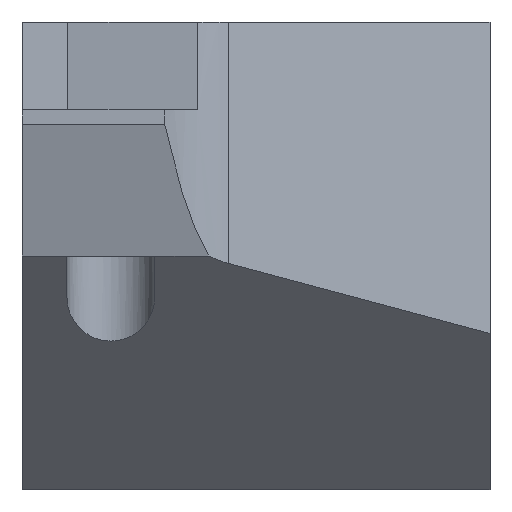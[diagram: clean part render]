
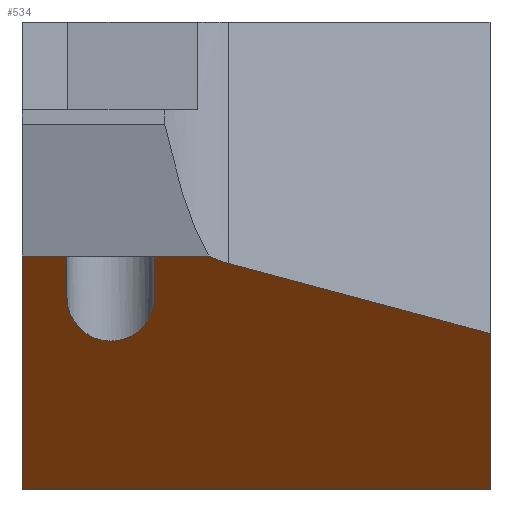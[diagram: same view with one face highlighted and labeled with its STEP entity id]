
A CAD part, left-side view. The second image highlights one B-rep face of the part: STEP entity #534.
In plain terms, the highlighted planar face has unit normal (-0.707, 0, -0.707).
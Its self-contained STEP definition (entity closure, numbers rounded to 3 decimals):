
#14 = CARTESIAN_POINT ( 'NONE',  ( -114.386, 11.464, -4.409 ) ) ;
#18 =( BOUNDED_CURVE ( )  B_SPLINE_CURVE ( 3, ( #1109, #31, #521, #379 ),
 .UNSPECIFIED., .F., .F. ) 
 B_SPLINE_CURVE_WITH_KNOTS ( ( 4, 4 ),
 ( 2.7, 2.88 ),
 .UNSPECIFIED. ) 
 CURVE ( )  GEOMETRIC_REPRESENTATION_ITEM ( )  RATIONAL_B_SPLINE_CURVE ( ( 1., 0.997, 0.997, 1. ) ) 
 REPRESENTATION_ITEM ( '' )  );
#26 = CARTESIAN_POINT ( 'NONE',  ( -108.346, -29.116, -10.448 ) ) ;
#30 = CARTESIAN_POINT ( 'NONE',  ( -114.386, 14.464, -4.409 ) ) ;
#31 = CARTESIAN_POINT ( 'NONE',  ( -118.689, 9.4, -0.105 ) ) ;
#54 = CARTESIAN_POINT ( 'NONE',  ( -117.386, 11.464, -1.409 ) ) ;
#75 = DIRECTION ( 'NONE',  ( 0., -1., 0. ) ) ;
#94 = EDGE_CURVE ( 'NONE', #1028, #1100, #1102, .T. ) ;
#126 = DIRECTION ( 'NONE',  ( 0.251, -0.935, -0.251 ) ) ;
#141 = DIRECTION ( 'NONE',  ( -0.707, 0., 0.707 ) ) ;
#149 = ORIENTED_EDGE ( 'NONE', *, *, #334, .T. ) ;
#176 = VERTEX_POINT ( 'NONE', #1239 ) ;
#187 = CARTESIAN_POINT ( 'NONE',  ( -118.794, 14.464, 0. ) ) ;
#189 = ORIENTED_EDGE ( 'NONE', *, *, #515, .F. ) ;
#229 = VERTEX_POINT ( 'NONE', #1130 ) ;
#250 = CARTESIAN_POINT ( 'NONE',  ( -63.397, 16., -55.397 ) ) ;
#334 = EDGE_CURVE ( 'NONE', #699, #458, #1408, .T. ) ;
#337 = VECTOR ( 'NONE', #75, 1000. ) ;
#374 = EDGE_LOOP ( 'NONE', ( #1255, #532, #1132, #1314, #715, #149, #776, #998, #189, #746 ) ) ;
#379 = CARTESIAN_POINT ( 'NONE',  ( -118.541, 8.933, -0.253 ) ) ;
#396 = FACE_OUTER_BOUND ( 'NONE', #374, .T. ) ;
#427 = DIRECTION ( 'NONE',  ( -0.707, 0., 0.707 ) ) ;
#432 = EDGE_CURVE ( 'NONE', #176, #229, #1177, .T. ) ;
#445 = CARTESIAN_POINT ( 'NONE',  ( -110.794, 16., -8. ) ) ;
#458 = VERTEX_POINT ( 'NONE', #1252 ) ;
#468 = CARTESIAN_POINT ( 'NONE',  ( -116.148, 0., -2.646 ) ) ;
#484 = EDGE_CURVE ( 'NONE', #643, #836, #1356, .T. ) ;
#487 = VECTOR ( 'NONE', #1304, 1000. ) ;
#515 = EDGE_CURVE ( 'NONE', #229, #643, #18, .T. ) ;
#521 = CARTESIAN_POINT ( 'NONE',  ( -118.605, 9.17, -0.189 ) ) ;
#532 = ORIENTED_EDGE ( 'NONE', *, *, #912, .F. ) ;
#534 = ADVANCED_FACE ( 'NONE', ( #396 ), #773, .T. ) ;
#544 = CARTESIAN_POINT ( 'NONE',  ( -117.386, 11.464, -1.409 ) ) ;
#564 = VECTOR ( 'NONE', #1346, 1000. ) ;
#590 = VECTOR ( 'NONE', #427, 1000. ) ;
#643 = VERTEX_POINT ( 'NONE', #980 ) ;
#681 = EDGE_CURVE ( 'NONE', #1303, #1028, #1003, .T. ) ;
#697 = AXIS2_PLACEMENT_3D ( 'NONE', #1478, #1267, #141 ) ;
#699 = VERTEX_POINT ( 'NONE', #445 ) ;
#715 = ORIENTED_EDGE ( 'NONE', *, *, #793, .T. ) ;
#717 = DIRECTION ( 'NONE',  ( 0.707, 0., -0.707 ) ) ;
#746 = ORIENTED_EDGE ( 'NONE', *, *, #432, .F. ) ;
#769 = VERTEX_POINT ( 'NONE', #544 ) ;
#773 = PLANE ( 'NONE',  #697 ) ;
#776 = ORIENTED_EDGE ( 'NONE', *, *, #961, .T. ) ;
#793 = EDGE_CURVE ( 'NONE', #1303, #699, #955, .T. ) ;
#802 = CARTESIAN_POINT ( 'NONE',  ( -63.397, 0., -55.397 ) ) ;
#813 = DIRECTION ( 'NONE',  ( -0.707, 0., 0.707 ) ) ;
#836 = VERTEX_POINT ( 'NONE', #468 ) ;
#877 = CARTESIAN_POINT ( 'NONE',  ( -117.386, 14.464, -1.409 ) ) ;
#879 = CARTESIAN_POINT ( 'NONE',  ( -118.794, 176.143, 0. ) ) ;
#908 = VECTOR ( 'NONE', #813, 1000. ) ;
#912 = EDGE_CURVE ( 'NONE', #1100, #769, #954, .T. ) ;
#954 =( BOUNDED_CURVE ( )  B_SPLINE_CURVE ( 3, ( #877, #30, #14, #54 ),
 .UNSPECIFIED., .F., .T. ) 
 B_SPLINE_CURVE_WITH_KNOTS ( ( 4, 4 ),
 ( 1.571, 4.712 ),
 .UNSPECIFIED. ) 
 CURVE ( )  GEOMETRIC_REPRESENTATION_ITEM ( )  RATIONAL_B_SPLINE_CURVE ( ( 1., 0.333, 0.333, 1. ) ) 
 REPRESENTATION_ITEM ( '' )  );
#955 = LINE ( 'NONE', #250, #564 ) ;
#961 = EDGE_CURVE ( 'NONE', #458, #836, #1247, .T. ) ;
#980 = CARTESIAN_POINT ( 'NONE',  ( -118.541, 8.933, -0.253 ) ) ;
#992 = CARTESIAN_POINT ( 'NONE',  ( -118.794, 14.464, 0. ) ) ;
#998 = ORIENTED_EDGE ( 'NONE', *, *, #484, .F. ) ;
#1003 = LINE ( 'NONE', #879, #1571 ) ;
#1028 = VERTEX_POINT ( 'NONE', #187 ) ;
#1043 = CARTESIAN_POINT ( 'NONE',  ( -110.794, 0., -8. ) ) ;
#1044 = LINE ( 'NONE', #1530, #590 ) ;
#1100 = VERTEX_POINT ( 'NONE', #1587 ) ;
#1102 = LINE ( 'NONE', #992, #1211 ) ;
#1109 = CARTESIAN_POINT ( 'NONE',  ( -118.794, 9.622, 0. ) ) ;
#1130 = CARTESIAN_POINT ( 'NONE',  ( -118.794, 9.622, 0. ) ) ;
#1132 = ORIENTED_EDGE ( 'NONE', *, *, #94, .F. ) ;
#1177 = LINE ( 'NONE', #1520, #337 ) ;
#1185 = CARTESIAN_POINT ( 'NONE',  ( -118.794, 16., 0. ) ) ;
#1211 = VECTOR ( 'NONE', #717, 1000. ) ;
#1239 = CARTESIAN_POINT ( 'NONE',  ( -118.794, 11.464, 0. ) ) ;
#1247 = LINE ( 'NONE', #802, #908 ) ;
#1252 = CARTESIAN_POINT ( 'NONE',  ( -110.794, 0., -8. ) ) ;
#1255 = ORIENTED_EDGE ( 'NONE', *, *, #1359, .F. ) ;
#1267 = DIRECTION ( 'NONE',  ( -0.707, 0., -0.707 ) ) ;
#1303 = VERTEX_POINT ( 'NONE', #1185 ) ;
#1304 = DIRECTION ( 'NONE',  ( 0., -1., 0. ) ) ;
#1314 = ORIENTED_EDGE ( 'NONE', *, *, #681, .F. ) ;
#1319 = VECTOR ( 'NONE', #126, 1000. ) ;
#1346 = DIRECTION ( 'NONE',  ( 0.707, 0., -0.707 ) ) ;
#1356 = LINE ( 'NONE', #26, #1319 ) ;
#1359 = EDGE_CURVE ( 'NONE', #769, #176, #1044, .T. ) ;
#1408 = LINE ( 'NONE', #1043, #487 ) ;
#1478 = CARTESIAN_POINT ( 'NONE',  ( -118.794, 176.143, 0. ) ) ;
#1520 = CARTESIAN_POINT ( 'NONE',  ( -118.794, 176.143, 0. ) ) ;
#1530 = CARTESIAN_POINT ( 'NONE',  ( -118.794, 11.464, 0. ) ) ;
#1556 = DIRECTION ( 'NONE',  ( 0., -1., 0. ) ) ;
#1571 = VECTOR ( 'NONE', #1556, 1000. ) ;
#1587 = CARTESIAN_POINT ( 'NONE',  ( -117.386, 14.464, -1.409 ) ) ;
